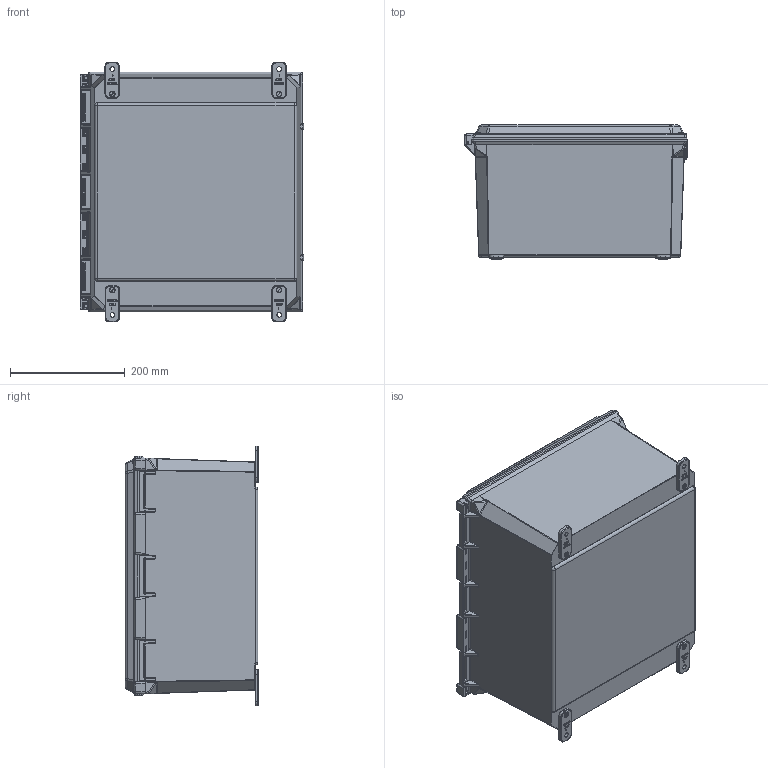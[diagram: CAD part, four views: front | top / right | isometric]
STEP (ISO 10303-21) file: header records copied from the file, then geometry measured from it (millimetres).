
FILE_DESCRIPTION (( 'STEP AP203' ), '1' );
FILE_NAME ('AMU1648.step', '2014-04-30T12:46:58', ( '' ), ( '' ), 'SwSTEP 2.0', 'SolidWorks 2014', '' );
FILE_SCHEMA (( 'CONFIG_CONTROL_DESIGN' ));
Length unit declared in the file: inch
Products named in the file (9): 55-103275316_PreviewCfg; 70-006ORING; 55-103212; 70-60825-1; 55-1032516_PreviewCfg; 2415001_part; AMU1648; 2413001_box; 2428001
Assembly tree (23 placements, depth 2):
  AMU1648
    2413001_box
    2428001  x4
    55-103275316_PreviewCfg  x4
    70-006ORING  x4
    55-103212  x4
    70-60825-1
    55-1032516_PreviewCfg  x4
    2415001_part
Bounding box: 390.01 x 233.86 x 454 mm (x, y, z)
Volume: 2704642.4 mm3; surface area: 1578810.7 mm2
Topology: 23 solids, 23 shells, 3776 faces, 9480 edges, 6011 vertices
Faces by surface type: plane 2044, bspline 686, cylinder 674, cone 154, torus 142, sphere 76
Entity records: 116481 total; most frequent: CARTESIAN_POINT 48131, ORIENTED_EDGE 15096, DIRECTION 11893, EDGE_CURVE 7548, VECTOR 4781, LINE 4781, VERTEX_POINT 4775, AXIS2_PLACEMENT_3D 3556
